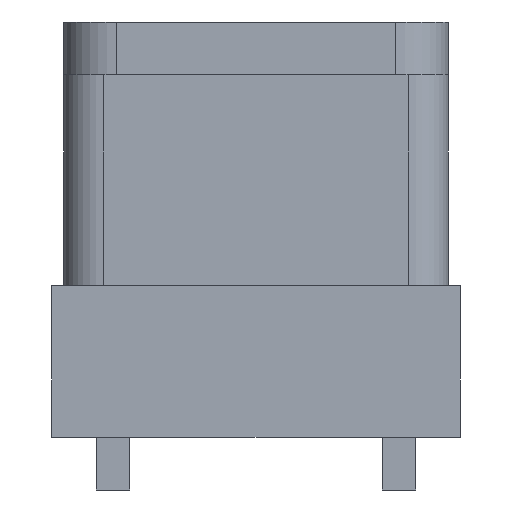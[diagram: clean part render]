
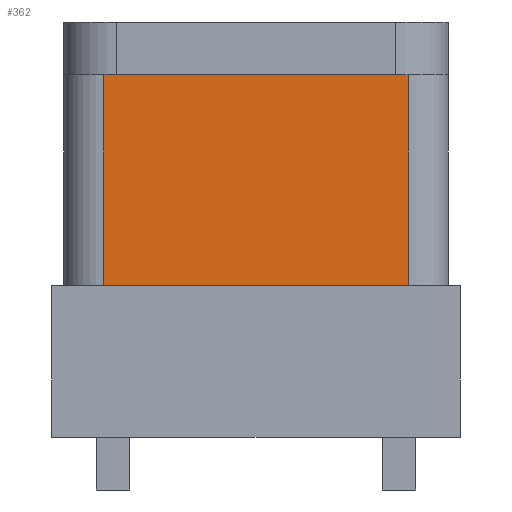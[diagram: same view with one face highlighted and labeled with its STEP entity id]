
A CAD part, left-side view. The second image highlights one B-rep face of the part: STEP entity #362.
In plain terms, the highlighted planar face has unit normal (-1, 0, 0).
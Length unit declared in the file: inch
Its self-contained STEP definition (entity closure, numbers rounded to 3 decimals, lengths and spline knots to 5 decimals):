
#325=FACE_OUTER_BOUND('',#456,.T.);
#362=ADVANCED_FACE('',(#325),#399,.T.);
#399=PLANE('',#970);
#456=EDGE_LOOP('',(#594,#595,#596,#597));
#594=ORIENTED_EDGE('',*,*,#767,.T.);
#595=ORIENTED_EDGE('',*,*,#768,.T.);
#596=ORIENTED_EDGE('',*,*,#704,.F.);
#597=ORIENTED_EDGE('',*,*,#769,.T.);
#646=VERTEX_POINT('',#1176);
#647=VERTEX_POINT('',#1177);
#688=VERTEX_POINT('',#1308);
#689=VERTEX_POINT('',#1309);
#704=EDGE_CURVE('',#646,#647,#792,.T.);
#767=EDGE_CURVE('',#688,#689,#853,.T.);
#768=EDGE_CURVE('',#689,#647,#854,.T.);
#769=EDGE_CURVE('',#646,#688,#855,.T.);
#792=LINE('',#1175,#868);
#853=LINE('',#1307,#929);
#854=LINE('',#1310,#930);
#855=LINE('',#1311,#931);
#868=VECTOR('',#996,1.);
#929=VECTOR('',#1115,1.);
#930=VECTOR('',#1116,1.);
#931=VECTOR('',#1117,1.);
#970=AXIS2_PLACEMENT_3D('',#1312,#1118,#1119);
#996=DIRECTION('',(0.,1.,0.));
#1115=DIRECTION('',(0.,1.,0.));
#1116=DIRECTION('',(0.,0.,-1.));
#1117=DIRECTION('',(0.,0.,1.));
#1118=DIRECTION('',(-1.,0.,0.));
#1119=DIRECTION('',(0.,-1.,0.));
#1175=CARTESIAN_POINT('',(0.055,0.0225,0.288));
#1176=CARTESIAN_POINT('',(0.055,0.0975,0.288));
#1177=CARTESIAN_POINT('',(0.055,0.6775,0.288));
#1307=CARTESIAN_POINT('',(0.055,0.0225,0.688));
#1308=CARTESIAN_POINT('',(0.055,0.0975,0.688));
#1309=CARTESIAN_POINT('',(0.055,0.6775,0.688));
#1310=CARTESIAN_POINT('',(0.055,0.6775,0.688));
#1311=CARTESIAN_POINT('',(0.055,0.0975,0.688));
#1312=CARTESIAN_POINT('',(0.055,0.0225,0.688));
